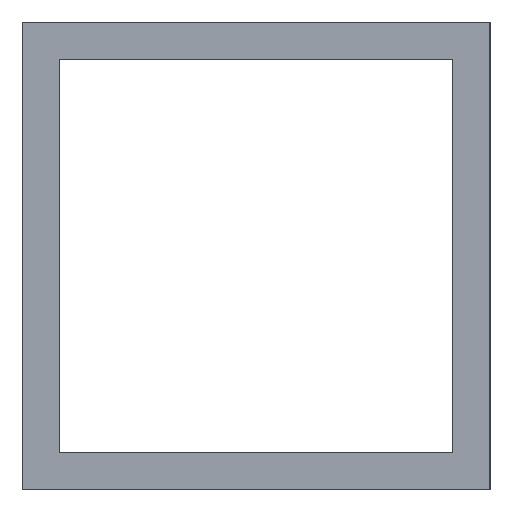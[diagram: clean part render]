
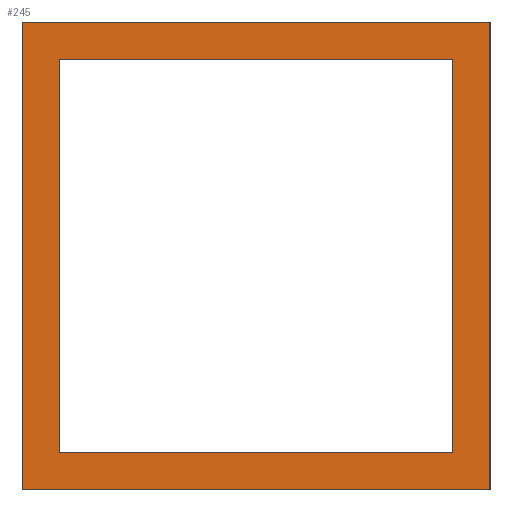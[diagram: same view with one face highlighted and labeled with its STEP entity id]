
A CAD part, left-side view. The second image highlights one B-rep face of the part: STEP entity #245.
In plain terms, the highlighted planar face has unit normal (-1, 0, 0).
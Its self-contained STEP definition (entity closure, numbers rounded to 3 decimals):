
#24 = VERTEX_POINT('',#25);
#25 = CARTESIAN_POINT('',(-410.,-12.5,12.5));
#31 = EDGE_CURVE('',#24,#32,#34,.T.);
#32 = VERTEX_POINT('',#33);
#33 = CARTESIAN_POINT('',(-410.,12.5,12.5));
#34 = LINE('',#35,#36);
#35 = CARTESIAN_POINT('',(-410.,-12.5,12.5));
#36 = VECTOR('',#37,1.);
#37 = DIRECTION('',(0.,1.,0.));
#108 = VERTEX_POINT('',#109);
#109 = CARTESIAN_POINT('',(-410.,-12.5,-12.5));
#115 = EDGE_CURVE('',#108,#24,#116,.T.);
#116 = LINE('',#117,#118);
#117 = CARTESIAN_POINT('',(-410.,-12.5,-12.5));
#118 = VECTOR('',#119,1.);
#119 = DIRECTION('',(0.,0.,1.));
#245 = ADVANCED_FACE('',(#246,#264),#298,.F.);
#246 = FACE_BOUND('',#247,.T.);
#247 = EDGE_LOOP('',(#248,#249,#257,#263));
#248 = ORIENTED_EDGE('',*,*,#31,.T.);
#249 = ORIENTED_EDGE('',*,*,#250,.T.);
#250 = EDGE_CURVE('',#32,#251,#253,.T.);
#251 = VERTEX_POINT('',#252);
#252 = CARTESIAN_POINT('',(-410.,12.5,-12.5));
#253 = LINE('',#254,#255);
#254 = CARTESIAN_POINT('',(-410.,12.5,12.5));
#255 = VECTOR('',#256,1.);
#256 = DIRECTION('',(0.,0.,-1.));
#257 = ORIENTED_EDGE('',*,*,#258,.T.);
#258 = EDGE_CURVE('',#251,#108,#259,.T.);
#259 = LINE('',#260,#261);
#260 = CARTESIAN_POINT('',(-410.,12.5,-12.5));
#261 = VECTOR('',#262,1.);
#262 = DIRECTION('',(0.,-1.,0.));
#263 = ORIENTED_EDGE('',*,*,#115,.T.);
#264 = FACE_BOUND('',#265,.F.);
#265 = EDGE_LOOP('',(#266,#276,#284,#292));
#266 = ORIENTED_EDGE('',*,*,#267,.T.);
#267 = EDGE_CURVE('',#268,#270,#272,.T.);
#268 = VERTEX_POINT('',#269);
#269 = CARTESIAN_POINT('',(-410.,-10.5,10.5));
#270 = VERTEX_POINT('',#271);
#271 = CARTESIAN_POINT('',(-410.,10.5,10.5));
#272 = LINE('',#273,#274);
#273 = CARTESIAN_POINT('',(-410.,-10.5,10.5));
#274 = VECTOR('',#275,1.);
#275 = DIRECTION('',(0.,1.,0.));
#276 = ORIENTED_EDGE('',*,*,#277,.T.);
#277 = EDGE_CURVE('',#270,#278,#280,.T.);
#278 = VERTEX_POINT('',#279);
#279 = CARTESIAN_POINT('',(-410.,10.5,-10.5));
#280 = LINE('',#281,#282);
#281 = CARTESIAN_POINT('',(-410.,10.5,10.5));
#282 = VECTOR('',#283,1.);
#283 = DIRECTION('',(0.,0.,-1.));
#284 = ORIENTED_EDGE('',*,*,#285,.T.);
#285 = EDGE_CURVE('',#278,#286,#288,.T.);
#286 = VERTEX_POINT('',#287);
#287 = CARTESIAN_POINT('',(-410.,-10.5,-10.5));
#288 = LINE('',#289,#290);
#289 = CARTESIAN_POINT('',(-410.,10.5,-10.5));
#290 = VECTOR('',#291,1.);
#291 = DIRECTION('',(0.,-1.,0.));
#292 = ORIENTED_EDGE('',*,*,#293,.T.);
#293 = EDGE_CURVE('',#286,#268,#294,.T.);
#294 = LINE('',#295,#296);
#295 = CARTESIAN_POINT('',(-410.,-10.5,-10.5));
#296 = VECTOR('',#297,1.);
#297 = DIRECTION('',(0.,0.,1.));
#298 = PLANE('',#299);
#299 = AXIS2_PLACEMENT_3D('',#300,#301,#302);
#300 = CARTESIAN_POINT('',(-410.,0.,0.));
#301 = DIRECTION('',(1.,0.,0.));
#302 = DIRECTION('',(0.,0.,1.));
